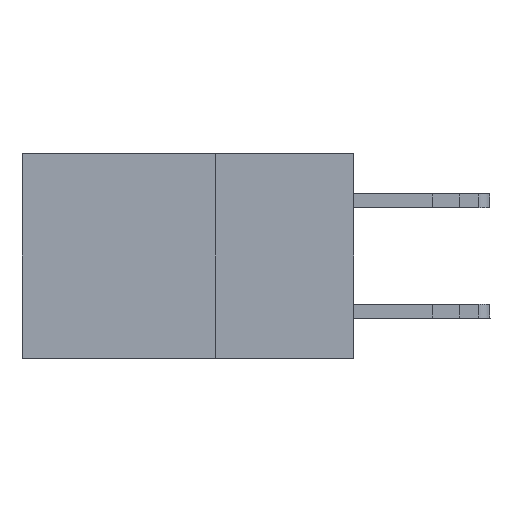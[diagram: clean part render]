
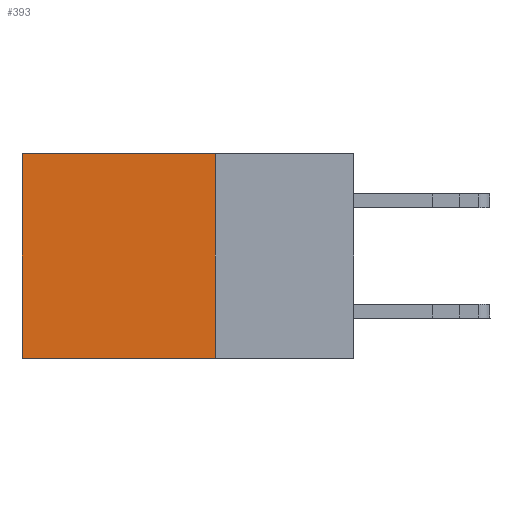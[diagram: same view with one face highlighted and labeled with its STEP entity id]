
A CAD part, left-side view. The second image highlights one B-rep face of the part: STEP entity #393.
In plain terms, the highlighted planar face has unit normal (-1, 0, 0).
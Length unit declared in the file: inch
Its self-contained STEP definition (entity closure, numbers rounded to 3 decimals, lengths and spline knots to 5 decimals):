
#393 = ADVANCED_FACE ( 'NONE', ( #11896 ), #16070, .F. ) ;
#404 = EDGE_CURVE ( 'NONE', #8527, #6261, #15477, .T. ) ;
#449 = DIRECTION ( 'NONE',  ( 0., 0., -1. ) ) ;
#1037 = VECTOR ( 'NONE', #14477, 39.37008 ) ;
#3838 = CARTESIAN_POINT ( 'NONE',  ( 0.2875, 0.25, 0. ) ) ;
#4668 = VECTOR ( 'NONE', #449, 39.37008 ) ;
#4904 = VECTOR ( 'NONE', #9455, 39.37008 ) ;
#5004 = VERTEX_POINT ( 'NONE', #20382 ) ;
#5451 = VECTOR ( 'NONE', #13390, 39.37008 ) ;
#6116 = EDGE_CURVE ( 'NONE', #8527, #6553, #22829, .T. ) ;
#6261 = VERTEX_POINT ( 'NONE', #18741 ) ;
#6553 = VERTEX_POINT ( 'NONE', #15985 ) ;
#6589 = ORIENTED_EDGE ( 'NONE', *, *, #15493, .T. ) ;
#7163 = ORIENTED_EDGE ( 'NONE', *, *, #6116, .F. ) ;
#7383 = DIRECTION ( 'NONE',  ( 1., 0., 0. ) ) ;
#8527 = VERTEX_POINT ( 'NONE', #18463 ) ;
#8928 = DIRECTION ( 'NONE',  ( 0., 0., -1. ) ) ;
#9455 = DIRECTION ( 'NONE',  ( 0., 0., -1. ) ) ;
#9755 = LINE ( 'NONE', #21621, #4904 ) ;
#10144 = EDGE_LOOP ( 'NONE', ( #6589, #11446, #7163, #16654 ) ) ;
#11446 = ORIENTED_EDGE ( 'NONE', *, *, #22102, .F. ) ;
#11896 = FACE_OUTER_BOUND ( 'NONE', #10144, .T. ) ;
#13164 = CARTESIAN_POINT ( 'NONE',  ( 0.2875, 0.25, 0. ) ) ;
#13390 = DIRECTION ( 'NONE',  ( 0., 1., 0. ) ) ;
#14477 = DIRECTION ( 'NONE',  ( 0., 1., 0. ) ) ;
#15009 = LINE ( 'NONE', #21937, #5451 ) ;
#15477 = LINE ( 'NONE', #3838, #1037 ) ;
#15493 = EDGE_CURVE ( 'NONE', #6261, #5004, #9755, .T. ) ;
#15985 = CARTESIAN_POINT ( 'NONE',  ( 0.2875, 0.25, -0.37 ) ) ;
#16070 = PLANE ( 'NONE',  #22297 ) ;
#16654 = ORIENTED_EDGE ( 'NONE', *, *, #404, .T. ) ;
#18332 = CARTESIAN_POINT ( 'NONE',  ( 0.2875, 0.25, 0. ) ) ;
#18463 = CARTESIAN_POINT ( 'NONE',  ( 0.2875, 0.25, 0. ) ) ;
#18741 = CARTESIAN_POINT ( 'NONE',  ( 0.2875, 0.6, 0. ) ) ;
#20382 = CARTESIAN_POINT ( 'NONE',  ( 0.2875, 0.6, -0.37 ) ) ;
#21621 = CARTESIAN_POINT ( 'NONE',  ( 0.2875, 0.6, 0. ) ) ;
#21937 = CARTESIAN_POINT ( 'NONE',  ( 0.2875, 0.25, -0.37 ) ) ;
#22102 = EDGE_CURVE ( 'NONE', #6553, #5004, #15009, .T. ) ;
#22297 = AXIS2_PLACEMENT_3D ( 'NONE', #18332, #7383, #8928 ) ;
#22829 = LINE ( 'NONE', #13164, #4668 ) ;
